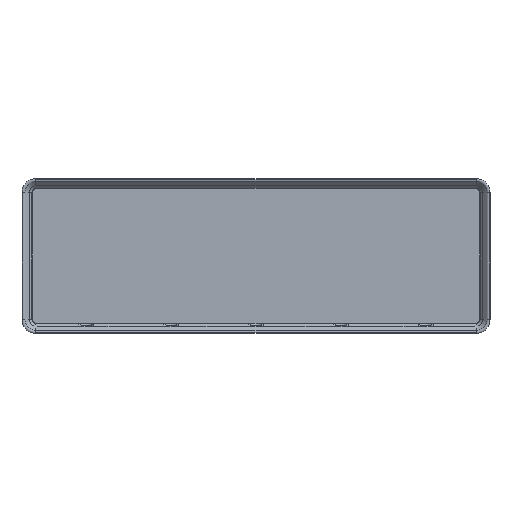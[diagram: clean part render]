
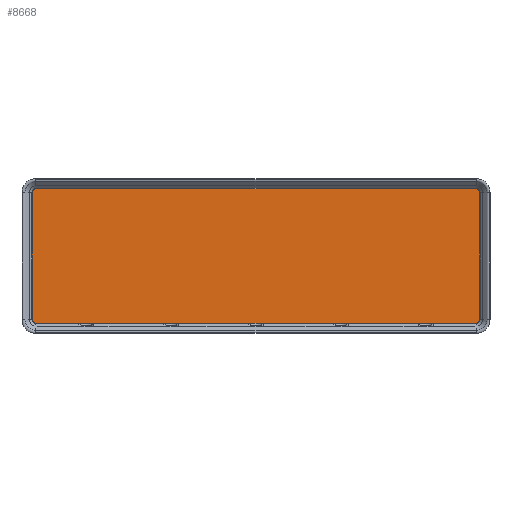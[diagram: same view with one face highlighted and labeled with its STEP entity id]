
A CAD part, top view. The second image highlights one B-rep face of the part: STEP entity #8668.
In plain terms, the highlighted planar face has unit normal (0, 0, 1).
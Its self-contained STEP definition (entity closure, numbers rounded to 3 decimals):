
#7831=CARTESIAN_POINT('',(4.,3.,9.354));
#7832=VERTEX_POINT('',#7831);
#7840=CARTESIAN_POINT('',(3.,4.,9.354));
#7841=VERTEX_POINT('',#7840);
#7842=CARTESIAN_POINT('',(4.,4.,9.354));
#7843=DIRECTION('',(-0.,-0.,1.));
#7844=DIRECTION('',(1.,0.,0.));
#7845=AXIS2_PLACEMENT_3D('',#7842,#7843,#7844);
#7846=CIRCLE('',#7845,1.);
#7847=EDGE_CURVE('',#7841,#7832,#7846,.T.);
#7883=CARTESIAN_POINT('',(122.,39.,9.354));
#7884=VERTEX_POINT('',#7883);
#7892=CARTESIAN_POINT('',(123.,38.,9.354));
#7893=VERTEX_POINT('',#7892);
#7894=CARTESIAN_POINT('',(122.,38.,9.354));
#7895=DIRECTION('',(-0.,-0.,1.));
#7896=DIRECTION('',(-1.,0.,0.));
#7897=AXIS2_PLACEMENT_3D('',#7894,#7895,#7896);
#7898=CIRCLE('',#7897,1.);
#7899=EDGE_CURVE('',#7893,#7884,#7898,.T.);
#7935=CARTESIAN_POINT('',(3.,38.,9.354));
#7936=VERTEX_POINT('',#7935);
#7944=CARTESIAN_POINT('',(4.,39.,9.354));
#7945=VERTEX_POINT('',#7944);
#7946=CARTESIAN_POINT('',(4.,38.,9.354));
#7947=DIRECTION('',(-0.,-0.,-1.));
#7948=DIRECTION('',(1.,0.,-0.));
#7949=AXIS2_PLACEMENT_3D('',#7946,#7947,#7948);
#7950=CIRCLE('',#7949,1.);
#7951=EDGE_CURVE('',#7936,#7945,#7950,.T.);
#7984=CARTESIAN_POINT('',(122.,39.,9.354));
#7985=DIRECTION('',(-1.,0.,0.));
#7986=VECTOR('',#7985,118.);
#7987=LINE('',#7984,#7986);
#7988=EDGE_CURVE('',#7884,#7945,#7987,.T.);
#8009=CARTESIAN_POINT('',(123.,4.,9.354));
#8010=VERTEX_POINT('',#8009);
#8018=CARTESIAN_POINT('',(122.,3.,9.354));
#8019=VERTEX_POINT('',#8018);
#8020=CARTESIAN_POINT('',(122.,4.,9.354));
#8021=DIRECTION('',(-0.,-0.,-1.));
#8022=DIRECTION('',(-1.,0.,0.));
#8023=AXIS2_PLACEMENT_3D('',#8020,#8021,#8022);
#8024=CIRCLE('',#8023,1.);
#8025=EDGE_CURVE('',#8010,#8019,#8024,.T.);
#8075=CARTESIAN_POINT('',(4.,3.,9.354));
#8076=DIRECTION('',(1.,0.,-0.));
#8077=VECTOR('',#8076,118.);
#8078=LINE('',#8075,#8077);
#8079=EDGE_CURVE('',#7832,#8019,#8078,.T.);
#8097=CARTESIAN_POINT('',(3.,38.,9.354));
#8098=DIRECTION('',(-0.,-1.,0.));
#8099=VECTOR('',#8098,34.);
#8100=LINE('',#8097,#8099);
#8101=EDGE_CURVE('',#7936,#7841,#8100,.T.);
#8648=CARTESIAN_POINT('',(63.,21.,9.354));
#8649=DIRECTION('',(0.,0.,1.));
#8650=DIRECTION('',(-1.,0.,0.));
#8651=AXIS2_PLACEMENT_3D('',#8648,#8649,#8650);
#8652=PLANE('',#8651);
#8653=ORIENTED_EDGE('',*,*,#8101,.T.);
#8654=ORIENTED_EDGE('',*,*,#7847,.T.);
#8655=ORIENTED_EDGE('',*,*,#8079,.T.);
#8656=ORIENTED_EDGE('',*,*,#8025,.F.);
#8657=CARTESIAN_POINT('',(123.,38.,9.354));
#8658=DIRECTION('',(0.,-1.,0.));
#8659=VECTOR('',#8658,34.);
#8660=LINE('',#8657,#8659);
#8661=EDGE_CURVE('',#7893,#8010,#8660,.T.);
#8662=ORIENTED_EDGE('',*,*,#8661,.F.);
#8663=ORIENTED_EDGE('',*,*,#7899,.T.);
#8664=ORIENTED_EDGE('',*,*,#7988,.T.);
#8665=ORIENTED_EDGE('',*,*,#7951,.F.);
#8666=EDGE_LOOP('',(#8653,#8654,#8655,#8656,#8662,#8663,#8664,#8665));
#8667=FACE_BOUND('',#8666,.T.);
#8668=ADVANCED_FACE('',(#8667),#8652,.T.);
